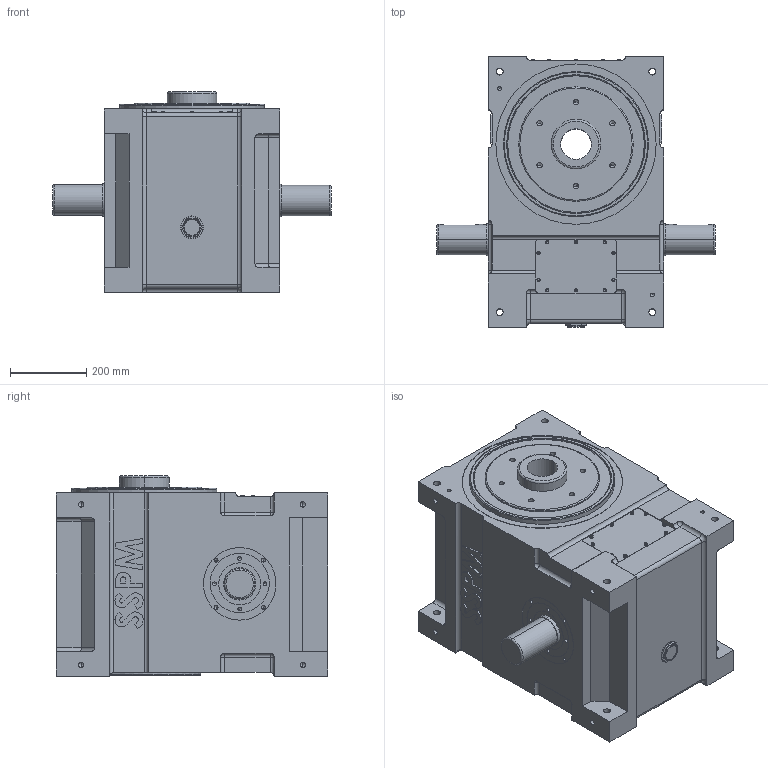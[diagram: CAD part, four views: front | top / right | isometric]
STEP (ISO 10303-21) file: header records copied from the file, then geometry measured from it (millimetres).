
FILE_DESCRIPTION (( 'STEP AP203' ), '1' );
FILE_NAME ('DH250外型圖.STEP', '2025-06-20T00:44:45', ( '' ), ( '' ), 'SwSTEP 2.0', 'SolidWorks 2018', '' );
FILE_SCHEMA (( 'CONFIG_CONTROL_DESIGN' ));
Length unit declared in the file: millimetre
Products named in the file (1): DH250外型圖
Bounding box: 730 x 710 x 525 mm (x, y, z)
Volume: 142383032.1 mm3; surface area: 2124363.5 mm2
Topology: 1 solids, 23 shells, 1039 faces, 2439 edges, 1515 vertices
Faces by surface type: plane 489, cylinder 327, torus 90, cone 68, bspline 53, sphere 12
Entity records: 32291 total; most frequent: CARTESIAN_POINT 8517, DIRECTION 5004, ORIENTED_EDGE 4726, EDGE_CURVE 2363, AXIS2_PLACEMENT_3D 1790, VERTEX_POINT 1515, LINE 1424, VECTOR 1424
